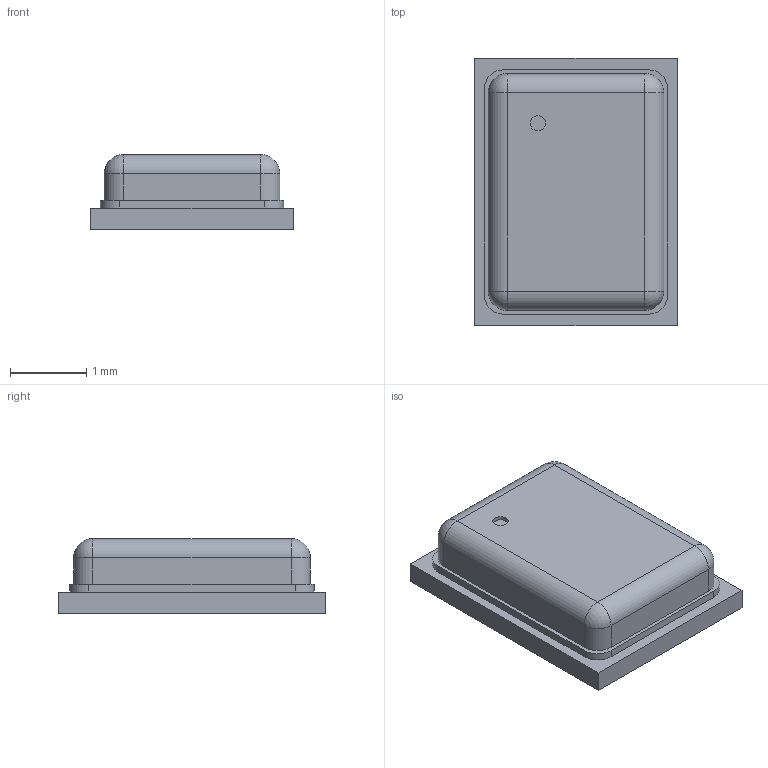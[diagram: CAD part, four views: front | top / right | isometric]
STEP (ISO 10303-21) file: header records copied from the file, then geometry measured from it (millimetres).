
FILE_DESCRIPTION(('FreeCAD Model'),'2;1');
FILE_NAME('Open CASCADE Shape Model','2023-04-11T09:36:33',( 'kicad StepUp'),('ksu MCAD'),'Open CASCADE STEP processor 7.6', 'FreeCAD','Unknown');
FILE_SCHEMA(('AUTOMOTIVE_DESIGN { 1 0 10303 214 1 1 1 1 }'));
Length unit declared in the file: millimetre
Products named in the file (1): Knowles_SPH0645LM4H-6_3.5x2.65mm
Bounding box: 2.65 x 3.5 x 0.98 mm (x, y, z)
Volume: 7.4 mm3; surface area: 43.6 mm2
Topology: 2 solids, 2 shells, 36 faces, 82 edges, 48 vertices
Faces by surface type: plane 18, cylinder 14, sphere 4
Full cylindrical faces by diameter (mm): 0.2 x1, 0.325 x1
Entity records: 1262 total; most frequent: DIRECTION 180, CARTESIAN_POINT 163, ORIENTED_EDGE 156, EDGE_CURVE 78, AXIS2_PLACEMENT_3D 65, LINE 50, VECTOR 50, VERTEX_POINT 48
